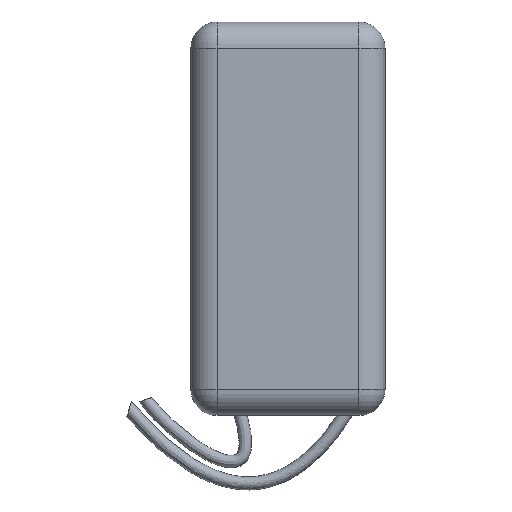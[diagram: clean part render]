
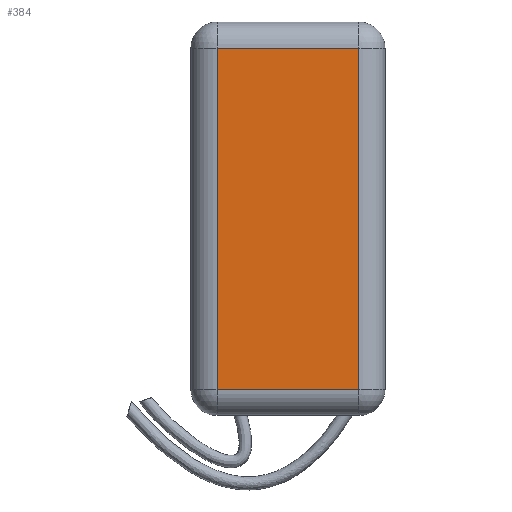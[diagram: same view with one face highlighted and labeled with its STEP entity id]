
A CAD part, front view. The second image highlights one B-rep face of the part: STEP entity #384.
In plain terms, the highlighted planar face has unit normal (0, -1, 0).
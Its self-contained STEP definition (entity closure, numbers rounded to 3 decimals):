
#76=FACE_OUTER_BOUND('',#106,.T.);
#106=EDGE_LOOP('',(#271,#272,#273,#274));
#141=LINE('',#634,#165);
#142=LINE('',#636,#166);
#143=LINE('',#638,#167);
#144=LINE('',#639,#168);
#165=VECTOR('',#493,27.);
#166=VECTOR('',#494,65.);
#167=VECTOR('',#495,27.);
#168=VECTOR('',#496,65.);
#189=VERTEX_POINT('',#632);
#190=VERTEX_POINT('',#633);
#191=VERTEX_POINT('',#635);
#192=VERTEX_POINT('',#637);
#217=EDGE_CURVE('',#189,#190,#141,.F.);
#218=EDGE_CURVE('',#190,#191,#142,.T.);
#219=EDGE_CURVE('',#191,#192,#143,.T.);
#220=EDGE_CURVE('',#192,#189,#144,.F.);
#271=ORIENTED_EDGE('',*,*,#217,.T.);
#272=ORIENTED_EDGE('',*,*,#218,.T.);
#273=ORIENTED_EDGE('',*,*,#219,.T.);
#274=ORIENTED_EDGE('',*,*,#220,.T.);
#376=PLANE('',#428);
#384=ADVANCED_FACE('',(#76),#376,.F.);
#428=AXIS2_PLACEMENT_3D('',#631,#491,#492);
#491=DIRECTION('center_axis',(0.,1.,0.));
#492=DIRECTION('ref_axis',(0.,0.,1.));
#493=DIRECTION('',(1.,0.,0.));
#494=DIRECTION('',(0.,0.,-1.));
#495=DIRECTION('',(1.,0.,0.));
#496=DIRECTION('',(0.,0.,-1.));
#631=CARTESIAN_POINT('Origin',(-18.5,-11.,37.5));
#632=CARTESIAN_POINT('',(13.5,-11.,32.5));
#633=CARTESIAN_POINT('',(-13.5,-11.,32.5));
#634=CARTESIAN_POINT('',(-13.5,-11.,32.5));
#635=CARTESIAN_POINT('',(-13.5,-11.,-32.5));
#636=CARTESIAN_POINT('',(-13.5,-11.,32.5));
#637=CARTESIAN_POINT('',(13.5,-11.,-32.5));
#638=CARTESIAN_POINT('',(-13.5,-11.,-32.5));
#639=CARTESIAN_POINT('',(13.5,-11.,32.5));
